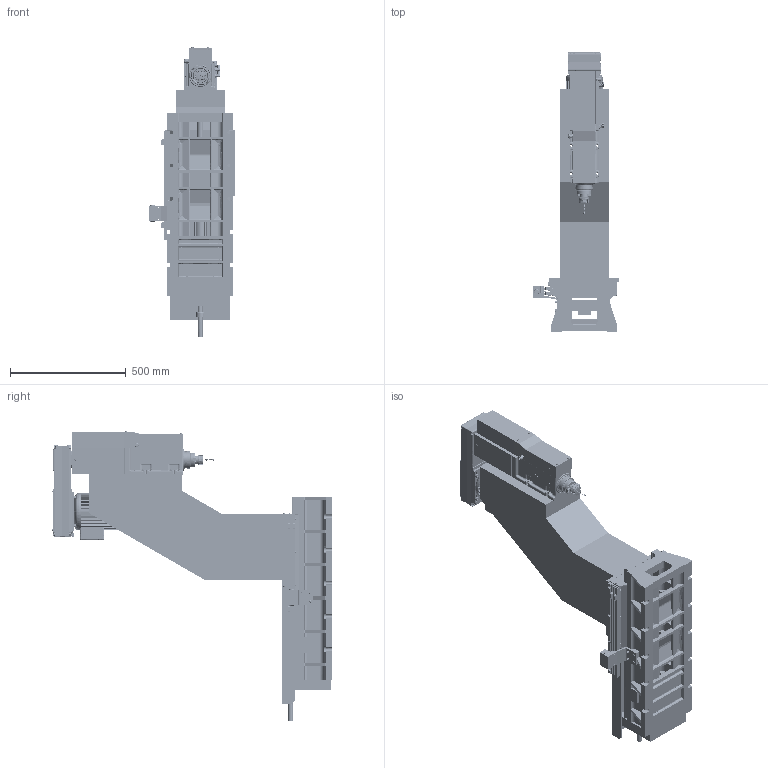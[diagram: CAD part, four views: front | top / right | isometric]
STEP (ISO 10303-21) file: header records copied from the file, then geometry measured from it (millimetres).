
FILE_DESCRIPTION(('FreeCAD Model'),'2;1');
FILE_NAME('Open CASCADE Shape Model','2025-05-09T12:37:03',('FreeCAD'),( 'FreeCAD'),'Open CASCADE STEP processor 7.6','FreeCAD','Unknown');
FILE_SCHEMA(('AUTOMOTIVE_DESIGN { 1 0 10303 214 1 1 1 1 }'));
Products named in the file (1): Open CASCADE STEP translator 7.6 1
Bounding box: 375.83 x 1208.5 x 1256.48 mm (x, y, z)
Volume: 40544677.7 mm3; surface area: 5939069.6 mm2
Topology: 114 solids, 123 shells, 7089 faces, 20353 edges, 13703 vertices
Faces by surface type: bspline 7089
Entity records: 291084 total; most frequent: CARTESIAN_POINT 175678, ORIENTED_EDGE 39891, EDGE_CURVE 19965, B_SPLINE_CURVE_WITH_KNOTS 14710, VERTEX_POINT 13701, FACE_BOUND 8058, EDGE_LOOP 8058, ADVANCED_FACE 7087
